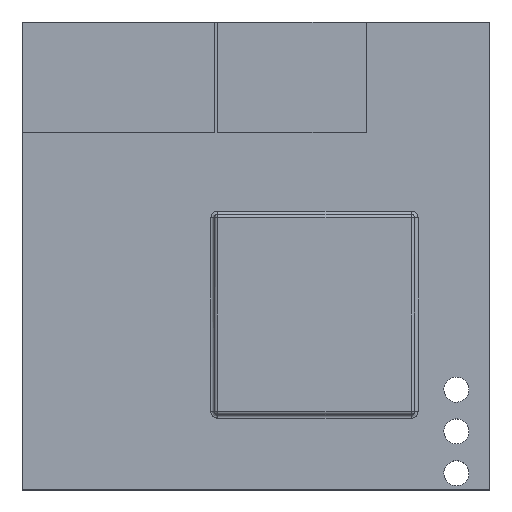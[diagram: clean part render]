
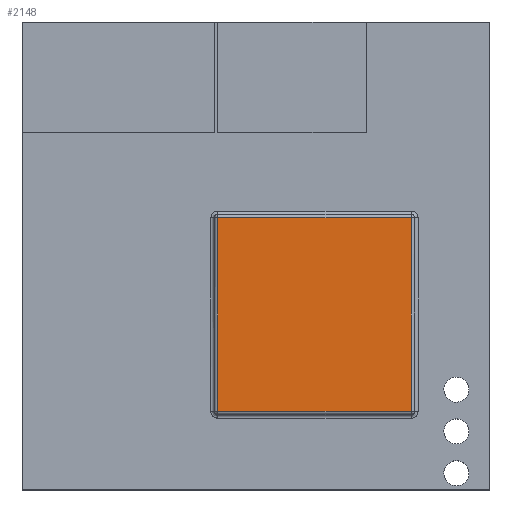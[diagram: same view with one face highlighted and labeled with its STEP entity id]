
A CAD part, top view. The second image highlights one B-rep face of the part: STEP entity #2148.
In plain terms, the highlighted free-form (B-spline) face has degree [1, 1] with [2, 2] control points.
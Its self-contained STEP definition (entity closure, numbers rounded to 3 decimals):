
#2148 = ADVANCED_FACE('',(#2149),#2179,.T.);
#2149 = FACE_BOUND('',#2150,.T.);
#2150 = EDGE_LOOP('',(#2151,#2160,#2167,#2174));
#2151 = ORIENTED_EDGE('',*,*,#2152,.T.);
#2152 = EDGE_CURVE('',#2153,#2155,#2157,.T.);
#2153 = VERTEX_POINT('',#2154);
#2154 = CARTESIAN_POINT('',(4.039,-4.039,
    1.911));
#2155 = VERTEX_POINT('',#2156);
#2156 = CARTESIAN_POINT('',(4.039,0.999,1.911
    ));
#2157 = B_SPLINE_CURVE_WITH_KNOTS('',1,(#2158,#2159),.UNSPECIFIED.,.F.,
  .F.,(2,2),(-5.9,-0.1),.PIECEWISE_BEZIER_KNOTS.);
#2158 = CARTESIAN_POINT('',(4.039,-4.039,
    1.911));
#2159 = CARTESIAN_POINT('',(4.039,0.999,1.911
    ));
#2160 = ORIENTED_EDGE('',*,*,#2161,.T.);
#2161 = EDGE_CURVE('',#2155,#2162,#2164,.T.);
#2162 = VERTEX_POINT('',#2163);
#2163 = CARTESIAN_POINT('',(-0.999,0.999,
    1.911));
#2164 = B_SPLINE_CURVE_WITH_KNOTS('',1,(#2165,#2166),.UNSPECIFIED.,.F.,
  .F.,(2,2),(-5.9,-0.1),.PIECEWISE_BEZIER_KNOTS.);
#2165 = CARTESIAN_POINT('',(4.039,0.999,1.911
    ));
#2166 = CARTESIAN_POINT('',(-0.999,0.999,
    1.911));
#2167 = ORIENTED_EDGE('',*,*,#2168,.T.);
#2168 = EDGE_CURVE('',#2162,#2169,#2171,.T.);
#2169 = VERTEX_POINT('',#2170);
#2170 = CARTESIAN_POINT('',(-0.999,-4.039,
    1.911));
#2171 = B_SPLINE_CURVE_WITH_KNOTS('',1,(#2172,#2173),.UNSPECIFIED.,.F.,
  .F.,(2,2),(-5.9,-0.1),.PIECEWISE_BEZIER_KNOTS.);
#2172 = CARTESIAN_POINT('',(-0.999,0.999,
    1.911));
#2173 = CARTESIAN_POINT('',(-0.999,-4.039,
    1.911));
#2174 = ORIENTED_EDGE('',*,*,#2175,.T.);
#2175 = EDGE_CURVE('',#2169,#2153,#2176,.T.);
#2176 = B_SPLINE_CURVE_WITH_KNOTS('',1,(#2177,#2178),.UNSPECIFIED.,.F.,
  .F.,(2,2),(-5.9,-0.1),.PIECEWISE_BEZIER_KNOTS.);
#2177 = CARTESIAN_POINT('',(-0.999,-4.039,
    1.911));
#2178 = CARTESIAN_POINT('',(4.039,-4.039,
    1.911));
#2179 = B_SPLINE_SURFACE_WITH_KNOTS('',1,1,(
    (#2180,#2181)
    ,(#2182,#2183
    )),.UNSPECIFIED.,.F.,.F.,.F.,(2,2),(2,2),(-1.15,4.65),(-4.65,1.15),
  .PIECEWISE_BEZIER_KNOTS.);
#2180 = CARTESIAN_POINT('',(-0.999,-4.039,
    1.911));
#2181 = CARTESIAN_POINT('',(-0.999,0.999,
    1.911));
#2182 = CARTESIAN_POINT('',(4.039,-4.039,
    1.911));
#2183 = CARTESIAN_POINT('',(4.039,0.999,1.911
    ));
